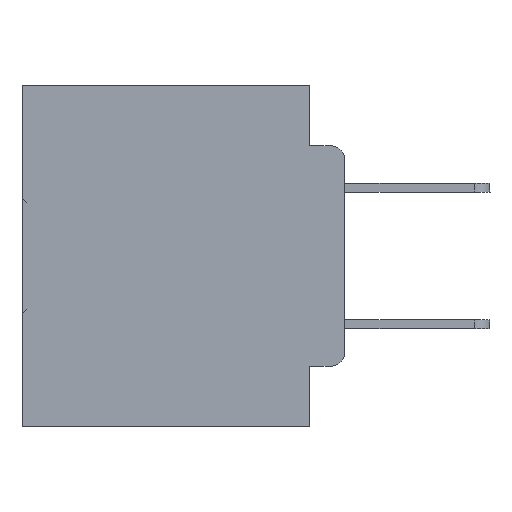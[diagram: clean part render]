
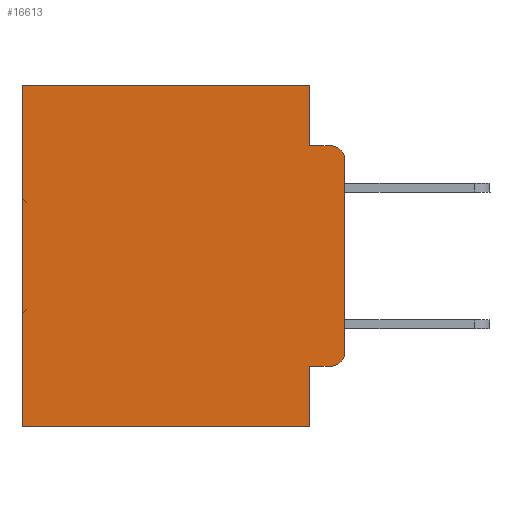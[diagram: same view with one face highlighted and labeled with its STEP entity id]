
A CAD part, left-side view. The second image highlights one B-rep face of the part: STEP entity #16613.
In plain terms, the highlighted planar face has unit normal (-1, 0, 0).
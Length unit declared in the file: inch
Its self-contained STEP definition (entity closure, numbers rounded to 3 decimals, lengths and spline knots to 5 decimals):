
#372 = VERTEX_POINT ( 'NONE', #31922 ) ;
#1048 = DIRECTION ( 'NONE',  ( 0., 0., -1. ) ) ;
#2037 = VECTOR ( 'NONE', #1048, 39.37008 ) ;
#2175 = VECTOR ( 'NONE', #19444, 39.37008 ) ;
#3443 = DIRECTION ( 'NONE',  ( 0., 0., -1. ) ) ;
#4180 = CARTESIAN_POINT ( 'NONE',  ( 0.298, 0., -0.1085 ) ) ;
#4243 = EDGE_CURVE ( 'NONE', #11330, #12756, #24703, .T. ) ;
#4762 = VECTOR ( 'NONE', #11801, 39.37008 ) ;
#5043 = CARTESIAN_POINT ( 'NONE',  ( 0.298, 0.473, 0. ) ) ;
#5082 = ORIENTED_EDGE ( 'NONE', *, *, #4243, .T. ) ;
#5745 = DIRECTION ( 'NONE',  ( 0., 0., -1. ) ) ;
#6101 = CARTESIAN_POINT ( 'NONE',  ( 0.298, 0., 0. ) ) ;
#6263 = CARTESIAN_POINT ( 'NONE',  ( 0.298, 0., 0. ) ) ;
#6691 = EDGE_CURVE ( 'NONE', #372, #25417, #22926, .T. ) ;
#7241 = CARTESIAN_POINT ( 'NONE',  ( 0.298, 0.051, -0.5 ) ) ;
#7427 = AXIS2_PLACEMENT_3D ( 'NONE', #32255, #7683, #18584 ) ;
#7439 = DIRECTION ( 'NONE',  ( 0., 0., -1. ) ) ;
#7683 = DIRECTION ( 'NONE',  ( 1., 0., 0. ) ) ;
#8477 = EDGE_CURVE ( 'NONE', #25417, #32577, #19853, .T. ) ;
#9571 = LINE ( 'NONE', #34512, #22233 ) ;
#9811 = LINE ( 'NONE', #31321, #28621 ) ;
#9851 = VECTOR ( 'NONE', #5745, 39.37008 ) ;
#11330 = VERTEX_POINT ( 'NONE', #15432 ) ;
#11351 = ORIENTED_EDGE ( 'NONE', *, *, #32507, .T. ) ;
#11582 = LINE ( 'NONE', #33861, #2175 ) ;
#11649 = EDGE_CURVE ( 'NONE', #16041, #34370, #23102, .T. ) ;
#11702 = CARTESIAN_POINT ( 'NONE',  ( 0.298, 0.473, -0.5 ) ) ;
#11801 = DIRECTION ( 'NONE',  ( 0., 1., 0. ) ) ;
#12756 = VERTEX_POINT ( 'NONE', #5043 ) ;
#12807 = CARTESIAN_POINT ( 'NONE',  ( 0.298, 0.473, 0. ) ) ;
#14637 = ORIENTED_EDGE ( 'NONE', *, *, #22815, .F. ) ;
#15432 = CARTESIAN_POINT ( 'NONE',  ( 0.298, 0.051, 0. ) ) ;
#16041 = VERTEX_POINT ( 'NONE', #4180 ) ;
#16613 = ADVANCED_FACE ( 'NONE', ( #34974 ), #21274, .F. ) ;
#16980 = EDGE_CURVE ( 'NONE', #372, #27965, #9811, .T. ) ;
#17433 = DIRECTION ( 'NONE',  ( -1., 0., 0. ) ) ;
#17564 = CARTESIAN_POINT ( 'NONE',  ( 0.298, 0., -0.3915 ) ) ;
#18140 = DIRECTION ( 'NONE',  ( 0., 0., -1. ) ) ;
#18584 = DIRECTION ( 'NONE',  ( 0., 0., -1. ) ) ;
#18691 = LINE ( 'NONE', #12807, #22512 ) ;
#19444 = DIRECTION ( 'NONE',  ( 0., -1., 0. ) ) ;
#19798 = CARTESIAN_POINT ( 'NONE',  ( 0.298, 0.02, -0.4115 ) ) ;
#19853 = LINE ( 'NONE', #30819, #4762 ) ;
#20594 = CARTESIAN_POINT ( 'NONE',  ( 0.298, 0.02, -0.0885 ) ) ;
#21126 = EDGE_CURVE ( 'NONE', #21808, #34242, #11582, .T. ) ;
#21274 = PLANE ( 'NONE',  #7427 ) ;
#21520 = CIRCLE ( 'NONE', #33619, 0.02 ) ;
#21808 = VERTEX_POINT ( 'NONE', #32146 ) ;
#21882 = ORIENTED_EDGE ( 'NONE', *, *, #28089, .T. ) ;
#22196 = ORIENTED_EDGE ( 'NONE', *, *, #6691, .F. ) ;
#22233 = VECTOR ( 'NONE', #18140, 39.37008 ) ;
#22303 = ORIENTED_EDGE ( 'NONE', *, *, #8477, .F. ) ;
#22512 = VECTOR ( 'NONE', #7439, 39.37008 ) ;
#22717 = DIRECTION ( 'NONE',  ( 0., 1., 0. ) ) ;
#22815 = EDGE_CURVE ( 'NONE', #11330, #21808, #9571, .T. ) ;
#22926 = LINE ( 'NONE', #33760, #9851 ) ;
#23102 = LINE ( 'NONE', #6101, #2037 ) ;
#23761 = DIRECTION ( 'NONE',  ( -1., 0., 0. ) ) ;
#24284 = CARTESIAN_POINT ( 'NONE',  ( 0.298, 0.02, -0.1085 ) ) ;
#24703 = LINE ( 'NONE', #6263, #27767 ) ;
#25417 = VERTEX_POINT ( 'NONE', #7241 ) ;
#25907 = ORIENTED_EDGE ( 'NONE', *, *, #11649, .F. ) ;
#25911 = DIRECTION ( 'NONE',  ( 0., -1., 0. ) ) ;
#26010 = CARTESIAN_POINT ( 'NONE',  ( 0.298, 0.02, -0.3915 ) ) ;
#27715 = EDGE_CURVE ( 'NONE', #16041, #34242, #29952, .T. ) ;
#27767 = VECTOR ( 'NONE', #22717, 39.37008 ) ;
#27965 = VERTEX_POINT ( 'NONE', #19798 ) ;
#28089 = EDGE_CURVE ( 'NONE', #12756, #32577, #18691, .T. ) ;
#28621 = VECTOR ( 'NONE', #25911, 39.37008 ) ;
#28782 = EDGE_LOOP ( 'NONE', ( #25907, #29819, #29461, #14637, #5082, #21882, #22303, #22196, #30179, #11351 ) ) ;
#29461 = ORIENTED_EDGE ( 'NONE', *, *, #21126, .F. ) ;
#29819 = ORIENTED_EDGE ( 'NONE', *, *, #27715, .T. ) ;
#29952 = CIRCLE ( 'NONE', #32851, 0.02 ) ;
#30179 = ORIENTED_EDGE ( 'NONE', *, *, #16980, .T. ) ;
#30819 = CARTESIAN_POINT ( 'NONE',  ( 0.298, 0., -0.5 ) ) ;
#31321 = CARTESIAN_POINT ( 'NONE',  ( 0.298, 0.051, -0.4115 ) ) ;
#31922 = CARTESIAN_POINT ( 'NONE',  ( 0.298, 0.051, -0.4115 ) ) ;
#32146 = CARTESIAN_POINT ( 'NONE',  ( 0.298, 0.051, -0.0885 ) ) ;
#32255 = CARTESIAN_POINT ( 'NONE',  ( 0.298, 0., 0. ) ) ;
#32507 = EDGE_CURVE ( 'NONE', #27965, #34370, #21520, .T. ) ;
#32577 = VERTEX_POINT ( 'NONE', #11702 ) ;
#32851 = AXIS2_PLACEMENT_3D ( 'NONE', #24284, #23761, #35295 ) ;
#33619 = AXIS2_PLACEMENT_3D ( 'NONE', #26010, #17433, #3443 ) ;
#33760 = CARTESIAN_POINT ( 'NONE',  ( 0.298, 0.051, 0. ) ) ;
#33861 = CARTESIAN_POINT ( 'NONE',  ( 0.298, 0.051, -0.0885 ) ) ;
#34242 = VERTEX_POINT ( 'NONE', #20594 ) ;
#34370 = VERTEX_POINT ( 'NONE', #17564 ) ;
#34512 = CARTESIAN_POINT ( 'NONE',  ( 0.298, 0.051, 0. ) ) ;
#34974 = FACE_OUTER_BOUND ( 'NONE', #28782, .T. ) ;
#35295 = DIRECTION ( 'NONE',  ( 0., 0., -1. ) ) ;
